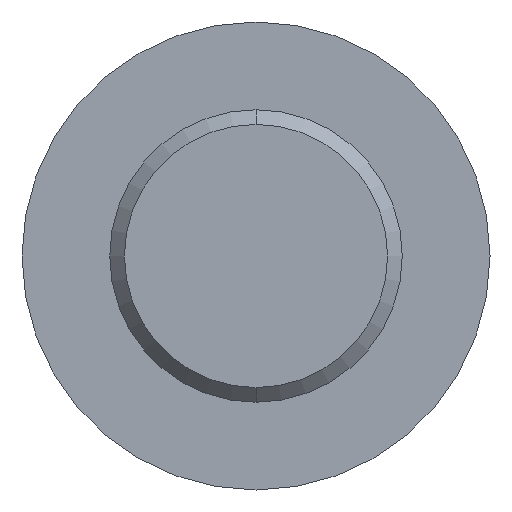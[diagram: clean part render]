
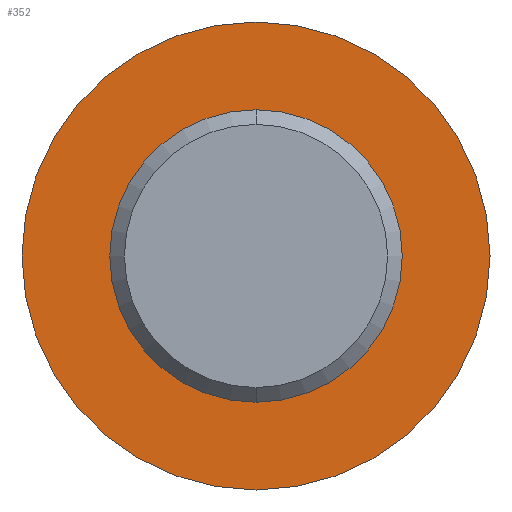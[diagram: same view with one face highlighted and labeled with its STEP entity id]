
A CAD part, front view. The second image highlights one B-rep face of the part: STEP entity #352.
In plain terms, the highlighted planar face has unit normal (0, -1, 0).
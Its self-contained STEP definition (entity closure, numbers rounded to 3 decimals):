
#84 = CARTESIAN_POINT ( 'NONE',  ( 0., 0., -2.5 ) ) ;
#87 = DIRECTION ( 'NONE',  ( 0., 0., 1. ) ) ;
#91 = DIRECTION ( 'NONE',  ( 0., 1., 0. ) ) ;
#92 = DIRECTION ( 'NONE',  ( 0., -1., 0. ) ) ;
#93 = CARTESIAN_POINT ( 'NONE',  ( 0., 0., 0. ) ) ;
#102 = DIRECTION ( 'NONE',  ( 0., 0., 1. ) ) ;
#103 = CARTESIAN_POINT ( 'NONE',  ( 0., 0., 0. ) ) ;
#162 = DIRECTION ( 'NONE',  ( 0., 0., 1. ) ) ;
#163 = DIRECTION ( 'NONE',  ( 0., 1., 0. ) ) ;
#164 = CARTESIAN_POINT ( 'NONE',  ( 0., 0., 0. ) ) ;
#168 = CARTESIAN_POINT ( 'NONE',  ( 0., 0., 0. ) ) ;
#178 = DIRECTION ( 'NONE',  ( 0., 0., 1. ) ) ;
#182 = DIRECTION ( 'NONE',  ( 0., 1., 0. ) ) ;
#184 = PLANE ( 'NONE',  #452 ) ;
#192 = DIRECTION ( 'NONE',  ( 0., 0., 1. ) ) ;
#193 = DIRECTION ( 'NONE',  ( 0., -1., 0. ) ) ;
#196 = CARTESIAN_POINT ( 'NONE',  ( 0., 0., 0. ) ) ;
#199 = CARTESIAN_POINT ( 'NONE',  ( 0., 0., 2.5 ) ) ;
#210 = CIRCLE ( 'NONE', #460, 4. ) ;
#211 = CIRCLE ( 'NONE', #461, 2.5 ) ;
#285 = FACE_BOUND ( 'NONE', #400, .T. ) ;
#302 = CIRCLE ( 'NONE', #467, 2.5 ) ;
#305 = CARTESIAN_POINT ( 'NONE',  ( 0., 0., 4. ) ) ;
#313 = CARTESIAN_POINT ( 'NONE',  ( 0., 0., -4. ) ) ;
#317 = ORIENTED_EDGE ( 'NONE', *, *, #414, .F. ) ;
#321 = ORIENTED_EDGE ( 'NONE', *, *, #430, .F. ) ;
#325 = VERTEX_POINT ( 'NONE', #313 ) ;
#328 = VERTEX_POINT ( 'NONE', #305 ) ;
#333 = VERTEX_POINT ( 'NONE', #199 ) ;
#334 = VERTEX_POINT ( 'NONE', #84 ) ;
#351 = EDGE_LOOP ( 'NONE', ( #321, #380 ) ) ;
#352 = ADVANCED_FACE ( 'NONE', ( #542, #285 ), #184, .F. ) ;
#380 = ORIENTED_EDGE ( 'NONE', *, *, #412, .F. ) ;
#400 = EDGE_LOOP ( 'NONE', ( #317, #516 ) ) ;
#412 = EDGE_CURVE ( 'NONE', #328, #325, #210, .T. ) ;
#414 = EDGE_CURVE ( 'NONE', #333, #334, #211, .T. ) ;
#424 = EDGE_CURVE ( 'NONE', #334, #333, #302, .T. ) ;
#430 = EDGE_CURVE ( 'NONE', #325, #328, #563, .T. ) ;
#452 = AXIS2_PLACEMENT_3D ( 'NONE', #168, #182, #178 ) ;
#460 = AXIS2_PLACEMENT_3D ( 'NONE', #103, #91, #102 ) ;
#461 = AXIS2_PLACEMENT_3D ( 'NONE', #93, #92, #87 ) ;
#467 = AXIS2_PLACEMENT_3D ( 'NONE', #196, #193, #192 ) ;
#470 = AXIS2_PLACEMENT_3D ( 'NONE', #164, #163, #162 ) ;
#516 = ORIENTED_EDGE ( 'NONE', *, *, #424, .F. ) ;
#542 = FACE_OUTER_BOUND ( 'NONE', #351, .T. ) ;
#563 = CIRCLE ( 'NONE', #470, 4. ) ;
